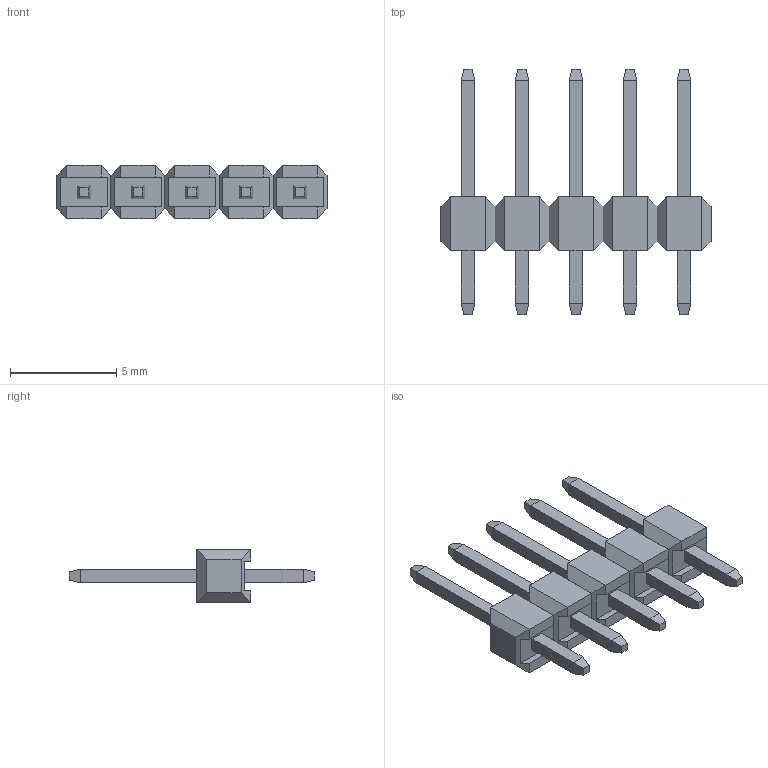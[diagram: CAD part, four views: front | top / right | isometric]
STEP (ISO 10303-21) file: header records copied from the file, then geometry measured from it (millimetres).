
FILE_DESCRIPTION (( 'STEP AP214' ), '1' );
FILE_NAME ('HEADER 1X5.STEP', '2013-11-27T08:55:16', ( '' ), ( '' ), 'SwSTEP 2.0', 'SolidWorks 2012', '' );
FILE_SCHEMA (( 'AUTOMOTIVE_DESIGN' ));
Length unit declared in the file: millimetre
Products named in the file (1): HEADER 1X5
Bounding box: 12.7 x 11.54 x 2.5 mm (x, y, z)
Volume: 85.5 mm3; surface area: 258.3 mm2
Topology: 1 solids, 1 shells, 172 faces, 384 edges, 224 vertices
Faces by surface type: plane 172
Entity records: 6466 total; most frequent: CARTESIAN_POINT 781, ORIENTED_EDGE 768, DIRECTION 730, VECTOR 384, LINE 384, EDGE_CURVE 384, VERTEX_POINT 224, EDGE_LOOP 182
